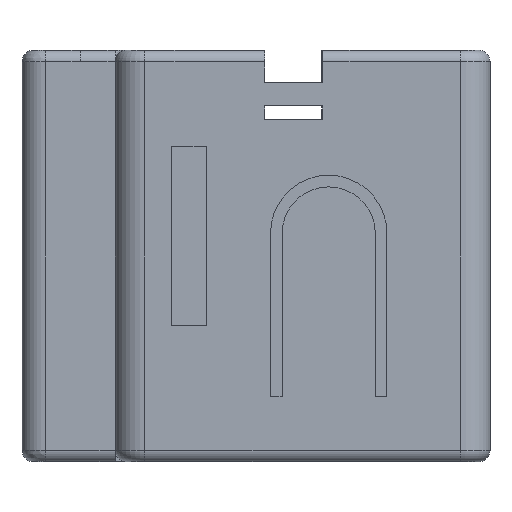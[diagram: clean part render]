
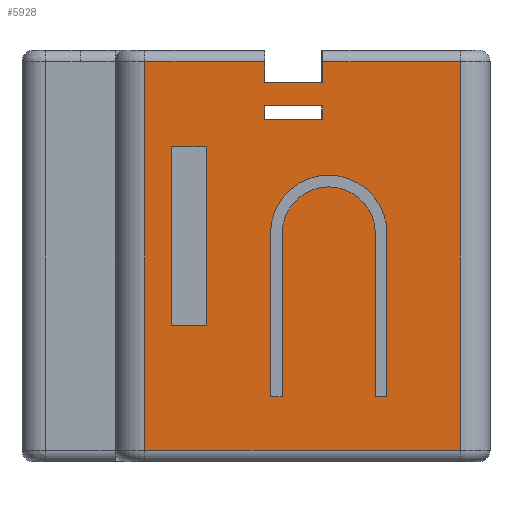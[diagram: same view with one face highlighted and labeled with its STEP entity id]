
A CAD part, left-side view. The second image highlights one B-rep face of the part: STEP entity #5928.
In plain terms, the highlighted planar face has unit normal (-1, 0, 0).
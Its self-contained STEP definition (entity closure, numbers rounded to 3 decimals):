
#37=FACE_BOUND('',#569,.T.);
#38=FACE_BOUND('',#570,.T.);
#39=FACE_BOUND('',#571,.T.);
#247=FACE_OUTER_BOUND('',#568,.T.);
#568=EDGE_LOOP('',(#4168,#4169,#4170,#4171,#4172,#4173,#4174,#4175));
#569=EDGE_LOOP('',(#4176,#4177,#4178,#4179));
#570=EDGE_LOOP('',(#4180,#4181,#4182,#4183,#4184,#4185,#4186,#4187));
#571=EDGE_LOOP('',(#4188,#4189,#4190,#4191));
#964=LINE('',#11437,#1591);
#967=LINE('',#11443,#1594);
#970=LINE('',#11449,#1597);
#973=LINE('',#11453,#1600);
#974=LINE('',#11457,#1601);
#1001=LINE('',#11527,#1628);
#1002=LINE('',#11529,#1629);
#1003=LINE('',#11531,#1630);
#1004=LINE('',#11533,#1631);
#1005=LINE('',#11535,#1632);
#1006=LINE('',#11537,#1633);
#1007=LINE('',#11538,#1634);
#1008=LINE('',#11541,#1635);
#1009=LINE('',#11543,#1636);
#1010=LINE('',#11547,#1637);
#1011=LINE('',#11549,#1638);
#1012=LINE('',#11551,#1639);
#1013=LINE('',#11554,#1640);
#1014=LINE('',#11557,#1641);
#1015=LINE('',#11559,#1642);
#1016=LINE('',#11561,#1643);
#1017=LINE('',#11562,#1644);
#1591=VECTOR('',#6847,10.);
#1594=VECTOR('',#6852,10.);
#1597=VECTOR('',#6857,10.);
#1600=VECTOR('',#6862,10.);
#1601=VECTOR('',#6865,10.);
#1628=VECTOR('',#6912,10.);
#1629=VECTOR('',#6913,10.);
#1630=VECTOR('',#6914,10.);
#1631=VECTOR('',#6915,1000.);
#1632=VECTOR('',#6916,10.);
#1633=VECTOR('',#6917,1000.);
#1634=VECTOR('',#6918,10.);
#1635=VECTOR('',#6919,10.);
#1636=VECTOR('',#6920,10.);
#1637=VECTOR('',#6923,10.);
#1638=VECTOR('',#6924,10.);
#1639=VECTOR('',#6925,10.);
#1640=VECTOR('',#6928,10.);
#1641=VECTOR('',#6929,1000.);
#1642=VECTOR('',#6930,1000.);
#1643=VECTOR('',#6931,10.);
#1644=VECTOR('',#6932,10.);
#2253=CIRCLE('',#6274,4.);
#2254=CIRCLE('',#6275,5.);
#2521=VERTEX_POINT('',#11434);
#2522=VERTEX_POINT('',#11436);
#2524=VERTEX_POINT('',#11442);
#2526=VERTEX_POINT('',#11448);
#2527=VERTEX_POINT('',#11455);
#2528=VERTEX_POINT('',#11456);
#2561=VERTEX_POINT('',#11526);
#2562=VERTEX_POINT('',#11528);
#2563=VERTEX_POINT('',#11530);
#2564=VERTEX_POINT('',#11532);
#2565=VERTEX_POINT('',#11534);
#2566=VERTEX_POINT('',#11536);
#2567=VERTEX_POINT('',#11539);
#2568=VERTEX_POINT('',#11540);
#2569=VERTEX_POINT('',#11542);
#2570=VERTEX_POINT('',#11544);
#2571=VERTEX_POINT('',#11546);
#2572=VERTEX_POINT('',#11548);
#2573=VERTEX_POINT('',#11550);
#2574=VERTEX_POINT('',#11552);
#2575=VERTEX_POINT('',#11555);
#2576=VERTEX_POINT('',#11556);
#2577=VERTEX_POINT('',#11558);
#2578=VERTEX_POINT('',#11560);
#3136=EDGE_CURVE('',#2522,#2521,#964,.T.);
#3139=EDGE_CURVE('',#2524,#2522,#967,.T.);
#3142=EDGE_CURVE('',#2526,#2524,#970,.T.);
#3145=EDGE_CURVE('',#2521,#2526,#973,.T.);
#3146=EDGE_CURVE('',#2527,#2528,#974,.T.);
#3180=EDGE_CURVE('',#2561,#2527,#1001,.T.);
#3181=EDGE_CURVE('',#2528,#2562,#1002,.T.);
#3182=EDGE_CURVE('',#2562,#2563,#1003,.T.);
#3183=EDGE_CURVE('',#2563,#2564,#1004,.T.);
#3184=EDGE_CURVE('',#2565,#2564,#1005,.T.);
#3185=EDGE_CURVE('',#2565,#2566,#1006,.T.);
#3186=EDGE_CURVE('',#2566,#2561,#1007,.T.);
#3187=EDGE_CURVE('',#2567,#2568,#1008,.T.);
#3188=EDGE_CURVE('',#2568,#2569,#1009,.T.);
#3189=EDGE_CURVE('',#2569,#2570,#2253,.T.);
#3190=EDGE_CURVE('',#2570,#2571,#1010,.T.);
#3191=EDGE_CURVE('',#2571,#2572,#1011,.T.);
#3192=EDGE_CURVE('',#2572,#2573,#1012,.T.);
#3193=EDGE_CURVE('',#2573,#2574,#2254,.T.);
#3194=EDGE_CURVE('',#2574,#2567,#1013,.T.);
#3195=EDGE_CURVE('',#2575,#2576,#1014,.T.);
#3196=EDGE_CURVE('',#2576,#2577,#1015,.T.);
#3197=EDGE_CURVE('',#2577,#2578,#1016,.T.);
#3198=EDGE_CURVE('',#2578,#2575,#1017,.T.);
#4168=ORIENTED_EDGE('',*,*,#3180,.T.);
#4169=ORIENTED_EDGE('',*,*,#3146,.T.);
#4170=ORIENTED_EDGE('',*,*,#3181,.T.);
#4171=ORIENTED_EDGE('',*,*,#3182,.T.);
#4172=ORIENTED_EDGE('',*,*,#3183,.T.);
#4173=ORIENTED_EDGE('',*,*,#3184,.F.);
#4174=ORIENTED_EDGE('',*,*,#3185,.T.);
#4175=ORIENTED_EDGE('',*,*,#3186,.T.);
#4176=ORIENTED_EDGE('',*,*,#3142,.T.);
#4177=ORIENTED_EDGE('',*,*,#3139,.T.);
#4178=ORIENTED_EDGE('',*,*,#3136,.T.);
#4179=ORIENTED_EDGE('',*,*,#3145,.T.);
#4180=ORIENTED_EDGE('',*,*,#3187,.T.);
#4181=ORIENTED_EDGE('',*,*,#3188,.T.);
#4182=ORIENTED_EDGE('',*,*,#3189,.T.);
#4183=ORIENTED_EDGE('',*,*,#3190,.T.);
#4184=ORIENTED_EDGE('',*,*,#3191,.T.);
#4185=ORIENTED_EDGE('',*,*,#3192,.T.);
#4186=ORIENTED_EDGE('',*,*,#3193,.T.);
#4187=ORIENTED_EDGE('',*,*,#3194,.T.);
#4188=ORIENTED_EDGE('',*,*,#3195,.T.);
#4189=ORIENTED_EDGE('',*,*,#3196,.T.);
#4190=ORIENTED_EDGE('',*,*,#3197,.T.);
#4191=ORIENTED_EDGE('',*,*,#3198,.T.);
#5725=PLANE('',#6273);
#5928=ADVANCED_FACE('',(#247,#37,#38,#39),#5725,.T.);
#6273=AXIS2_PLACEMENT_3D('',#11525,#6910,#6911);
#6274=AXIS2_PLACEMENT_3D('',#11545,#6921,#6922);
#6275=AXIS2_PLACEMENT_3D('',#11553,#6926,#6927);
#6847=DIRECTION('',(0.,0.,-1.));
#6852=DIRECTION('',(0.,-1.,0.));
#6857=DIRECTION('',(0.,0.,1.));
#6862=DIRECTION('',(0.,1.,0.));
#6865=DIRECTION('',(0.,1.,0.));
#6910=DIRECTION('center_axis',(-1.,0.,0.));
#6911=DIRECTION('ref_axis',(0.,0.,-1.));
#6912=DIRECTION('',(0.,0.,-1.));
#6913=DIRECTION('',(0.,0.,1.));
#6914=DIRECTION('',(0.,1.,0.));
#6915=DIRECTION('',(0.,0.,-1.));
#6916=DIRECTION('',(0.,1.,0.));
#6917=DIRECTION('',(0.,0.,1.));
#6918=DIRECTION('',(0.,1.,0.));
#6919=DIRECTION('',(0.,1.,0.));
#6920=DIRECTION('',(0.,0.,1.));
#6921=DIRECTION('center_axis',(-1.,0.,0.));
#6922=DIRECTION('ref_axis',(0.,-1.,0.));
#6923=DIRECTION('',(0.,0.,-1.));
#6924=DIRECTION('',(0.,1.,0.));
#6925=DIRECTION('',(0.,0.,1.));
#6926=DIRECTION('center_axis',(1.,0.,0.));
#6927=DIRECTION('ref_axis',(0.,-1.,0.));
#6928=DIRECTION('',(0.,0.,-1.));
#6929=DIRECTION('',(0.,0.,-1.));
#6930=DIRECTION('',(0.,1.,0.));
#6931=DIRECTION('',(0.,0.,1.));
#6932=DIRECTION('',(0.,-1.,0.));
#11434=CARTESIAN_POINT('',(-36.245,-7.5,27.758));
#11436=CARTESIAN_POINT('',(-36.245,-7.5,28.958));
#11437=CARTESIAN_POINT('',(-36.245,-7.5,21.759));
#11442=CARTESIAN_POINT('',(-36.245,-2.5,28.958));
#11443=CARTESIAN_POINT('',(-36.245,-5.754,28.958));
#11448=CARTESIAN_POINT('',(-36.245,-2.5,27.758));
#11449=CARTESIAN_POINT('',(-36.245,-2.5,21.159));
#11453=CARTESIAN_POINT('',(-36.245,-8.254,27.758));
#11455=CARTESIAN_POINT('',(-36.245,-7.5,30.958));
#11456=CARTESIAN_POINT('',(-36.245,-2.5,30.958));
#11457=CARTESIAN_POINT('',(-36.245,-10.265,30.958));
#11525=CARTESIAN_POINT('Origin',(-36.245,-9.009,14.561));
#11526=CARTESIAN_POINT('',(-36.245,-7.5,32.732));
#11527=CARTESIAN_POINT('',(-36.245,-7.5,23.359));
#11528=CARTESIAN_POINT('',(-36.245,-2.5,32.732));
#11529=CARTESIAN_POINT('',(-36.245,-2.5,23.359));
#11530=CARTESIAN_POINT('',(-36.245,7.79,32.732));
#11531=CARTESIAN_POINT('',(-36.245,-12.871,32.732));
#11532=CARTESIAN_POINT('',(-36.245,7.79,-0.605));
#11533=CARTESIAN_POINT('',(-36.245,7.79,14.561));
#11534=CARTESIAN_POINT('',(-36.245,-19.304,-0.605));
#11535=CARTESIAN_POINT('',(-36.245,-12.871,-0.605));
#11536=CARTESIAN_POINT('',(-36.245,-19.304,32.732));
#11537=CARTESIAN_POINT('',(-36.245,-19.304,14.561));
#11538=CARTESIAN_POINT('',(-36.245,-12.871,32.732));
#11539=CARTESIAN_POINT('',(-36.245,-13.,4.));
#11540=CARTESIAN_POINT('',(-36.245,-12.,4.));
#11541=CARTESIAN_POINT('',(-36.245,-11.004,4.));
#11542=CARTESIAN_POINT('',(-36.245,-12.,18.));
#11543=CARTESIAN_POINT('',(-36.245,-12.,9.28));
#11544=CARTESIAN_POINT('',(-36.245,-4.,18.));
#11545=CARTESIAN_POINT('Origin',(-36.245,-8.,18.));
#11546=CARTESIAN_POINT('',(-36.245,-4.,4.));
#11547=CARTESIAN_POINT('',(-36.245,-4.,16.28));
#11548=CARTESIAN_POINT('',(-36.245,-3.,4.));
#11549=CARTESIAN_POINT('',(-36.245,-6.504,4.));
#11550=CARTESIAN_POINT('',(-36.245,-3.,18.));
#11551=CARTESIAN_POINT('',(-36.245,-3.,9.28));
#11552=CARTESIAN_POINT('',(-36.245,-13.,18.));
#11553=CARTESIAN_POINT('Origin',(-36.245,-8.,18.));
#11554=CARTESIAN_POINT('',(-36.245,-13.,16.28));
#11555=CARTESIAN_POINT('',(-36.245,2.505,25.442));
#11556=CARTESIAN_POINT('',(-36.245,2.505,10.061));
#11557=CARTESIAN_POINT('',(-36.245,2.505,19.311));
#11558=CARTESIAN_POINT('',(-36.245,5.505,10.061));
#11559=CARTESIAN_POINT('',(-36.245,3.505,10.061));
#11560=CARTESIAN_POINT('',(-36.245,5.505,25.442));
#11561=CARTESIAN_POINT('',(-36.245,5.505,19.501));
#11562=CARTESIAN_POINT('',(-36.245,5.005,25.442));
